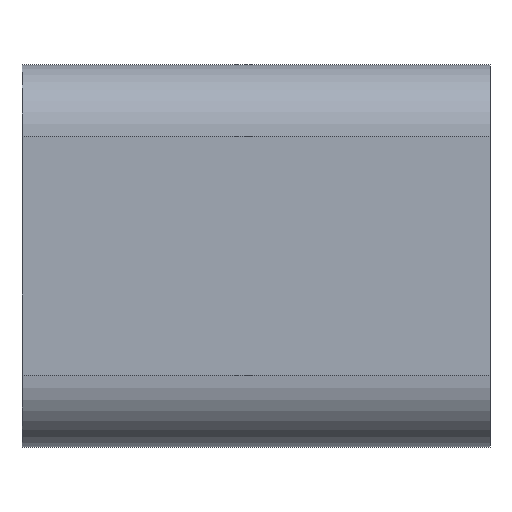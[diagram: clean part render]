
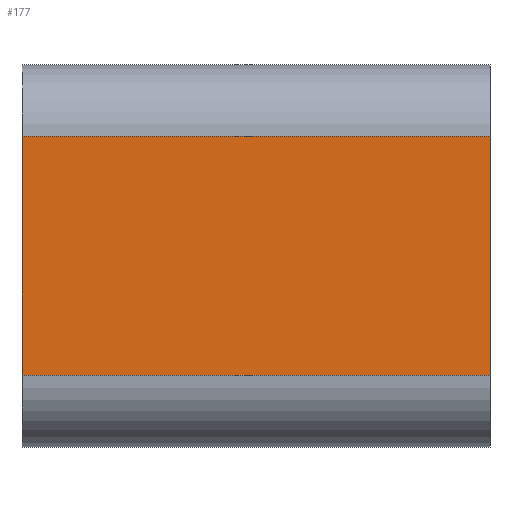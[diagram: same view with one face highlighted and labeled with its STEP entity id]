
A CAD part, top view. The second image highlights one B-rep face of the part: STEP entity #177.
In plain terms, the highlighted planar face has unit normal (0, 0, 1).
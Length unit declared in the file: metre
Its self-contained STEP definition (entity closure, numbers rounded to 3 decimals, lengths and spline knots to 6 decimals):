
#60=ORIENTED_EDGE('',*,*,#72,.F.);
#61=ORIENTED_EDGE('',*,*,#94,.T.);
#62=ORIENTED_EDGE('',*,*,#87,.T.);
#63=ORIENTED_EDGE('',*,*,#95,.T.);
#72=EDGE_CURVE('',#96,#97,#112,.T.);
#87=EDGE_CURVE('',#109,#108,#122,.T.);
#94=EDGE_CURVE('',#96,#109,#126,.F.);
#95=EDGE_CURVE('',#108,#97,#127,.T.);
#96=VERTEX_POINT('',#268);
#97=VERTEX_POINT('',#269);
#108=VERTEX_POINT('',#297);
#109=VERTEX_POINT('',#299);
#112=LINE('',#267,#128);
#122=LINE('',#298,#138);
#126=LINE('',#312,#142);
#127=LINE('',#313,#143);
#128=VECTOR('',#215,1.);
#138=VECTOR('',#241,1.);
#142=VECTOR('',#259,1.);
#143=VECTOR('',#260,1.);
#151=EDGE_LOOP('',(#60,#61,#62,#63));
#161=FACE_BOUND('',#151,.T.);
#169=PLANE('',#208);
#177=ADVANCED_FACE('',(#161),#169,.T.);
#208=AXIS2_PLACEMENT_3D('',#311,#257,#258);
#215=DIRECTION('',(0.,1.,0.));
#241=DIRECTION('',(0.,1.,0.));
#257=DIRECTION('',(0.,0.,1.));
#258=DIRECTION('',(1.,0.,0.));
#259=DIRECTION('',(-1.,0.,0.));
#260=DIRECTION('',(-1.,0.,0.));
#267=CARTESIAN_POINT('',(-0.036,-0.05,0.03));
#268=CARTESIAN_POINT('',(-0.036,-0.025,0.03));
#269=CARTESIAN_POINT('',(-0.036,0.025,0.03));
#297=CARTESIAN_POINT('',(0.062,0.025,0.03));
#298=CARTESIAN_POINT('',(0.062,-0.05,0.03));
#299=CARTESIAN_POINT('',(0.062,-0.025,0.03));
#311=CARTESIAN_POINT('',(0.,0.,0.03));
#312=CARTESIAN_POINT('',(0.,-0.025,0.03));
#313=CARTESIAN_POINT('',(-0.07,0.025,0.03));
